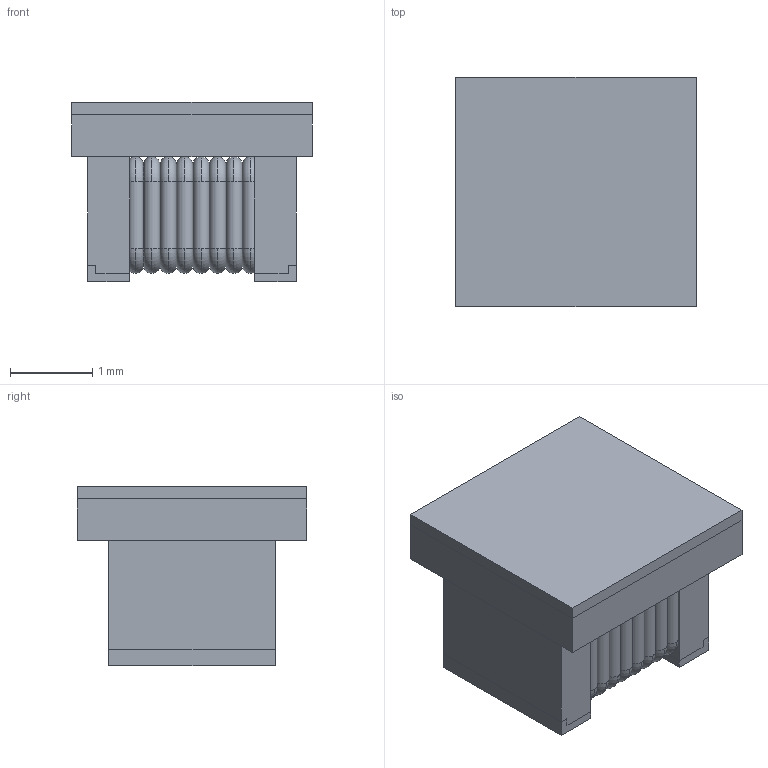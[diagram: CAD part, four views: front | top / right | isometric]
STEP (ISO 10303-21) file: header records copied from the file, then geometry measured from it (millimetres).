
FILE_DESCRIPTION((''),'2;1');
FILE_NAME('IND_COILCRAFT_1008CS.stp','2012-02-28T09:09:31',(''),(''),'Mechanical Desktop 2011','Mechanical Desktop 2011',', , ');
FILE_SCHEMA(('AUTOMOTIVE_DESIGN { 1 2 10303 214 1 1 1 1 }'));
Length unit declared in the file: millimetre
Products named in the file (1): Product
Bounding box: 2.92 x 2.79 x 2.18 mm (x, y, z)
Volume: 9.9 mm3; surface area: 93.1 mm2
Topology: 14 solids, 14 shells, 204 faces, 528 edges, 352 vertices
Faces by surface type: cylinder 80, torus 64, plane 49, bspline 11
Entity records: 6497 total; most frequent: DIRECTION 1268, CARTESIAN_POINT 1118, ORIENTED_EDGE 1056, AXIS2_PLACEMENT_3D 546, EDGE_CURVE 528, VERTEX_POINT 352, CIRCLE 352, EDGE_LOOP 204
